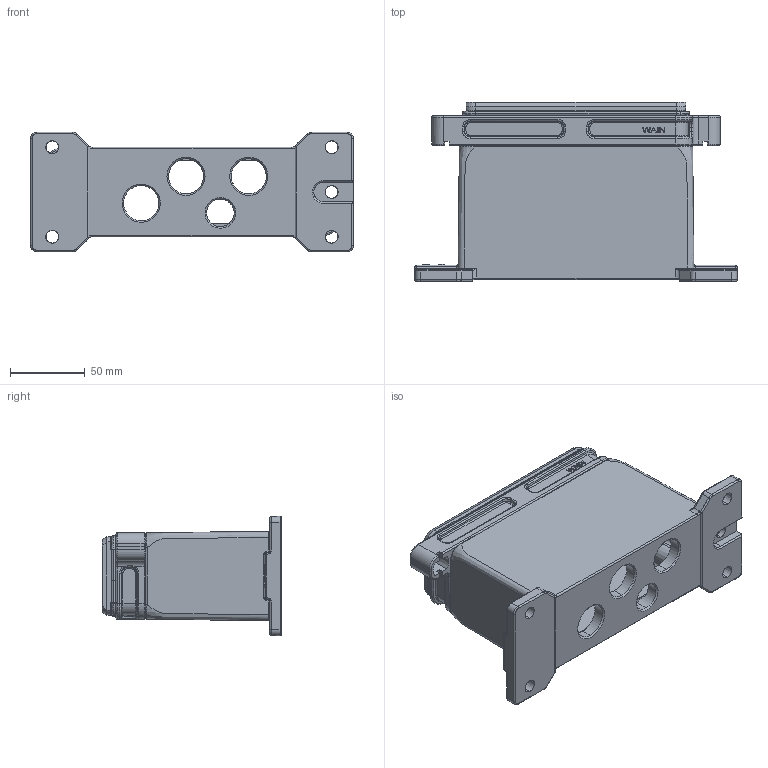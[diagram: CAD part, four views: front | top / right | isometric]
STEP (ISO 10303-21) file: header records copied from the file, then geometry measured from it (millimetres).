
FILE_DESCRIPTION(/* description */ (''),/* implementation_level */ '2;1');
FILE_NAME(/* name */ '3D_1136242205040_HP24B_H-SFH-2H-3M25M20_V1.0_stp.stp',/* time_stamp */ '2023-05-17T11:38:17+08:00',/* author */ (''),/* organization */ (''),/* preprocessor_version */ 'ST-DEVELOPER v18.1',/* originating_system */ 'SIEMENS PLM Software NX 1980',/* authorisation */ '');
FILE_SCHEMA (('AP203_CONFIGURATION_CONTROLLED_3D_DESIGN_OF_MECHANICAL_PARTS_AND_ASSEMBLIES_MIM_LF { 1 0 10303 403 2 1 2}'));
Length unit declared in the file: millimetre
Products named in the file (1): ylga2904F087s48p
Bounding box: 215.96 x 119.9 x 79.96 mm (x, y, z)
Volume: 491138.9 mm3; surface area: 135138.7 mm2
Topology: 1 solids, 8 shells, 1257 faces, 3192 edges, 1984 vertices
Faces by surface type: plane 478, cylinder 391, cone 162, torus 130, bspline 64, extrusion 24, sphere 8
Entity records: 44875 total; most frequent: CARTESIAN_POINT 17493, ORIENTED_EDGE 6352, DIRECTION 4614, EDGE_CURVE 3176, VERTEX_POINT 1984, AXIS2_PLACEMENT_3D 1628, VECTOR 1358, EDGE_LOOP 1342
